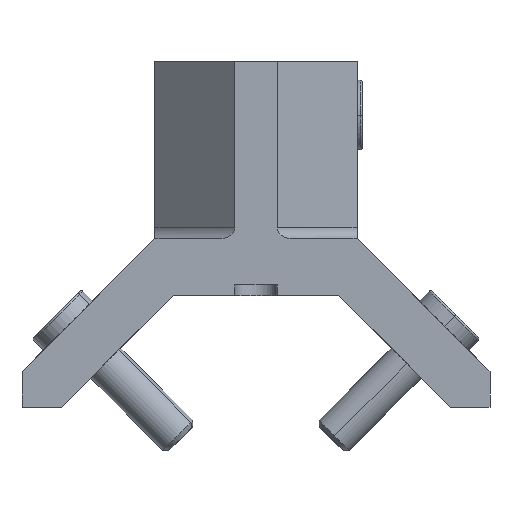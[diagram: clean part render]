
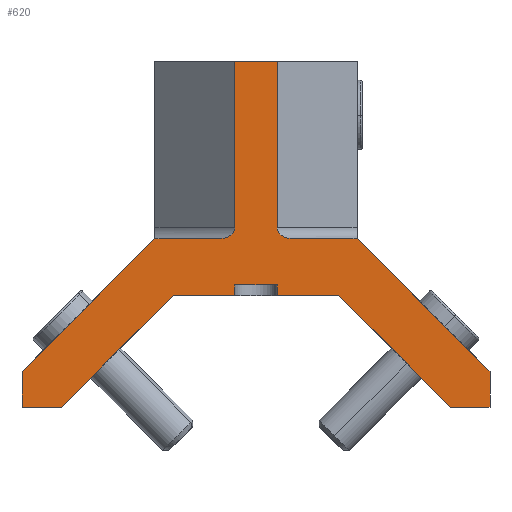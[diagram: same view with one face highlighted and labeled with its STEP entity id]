
A CAD part, left-side view. The second image highlights one B-rep face of the part: STEP entity #620.
In plain terms, the highlighted planar face has unit normal (-1, 0, 0).
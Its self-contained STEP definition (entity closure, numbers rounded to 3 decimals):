
#117=CARTESIAN_POINT('Vertex',(-9.,4.,43.)) ;
#133=CARTESIAN_POINT('Vertex',(-9.,-4.,43.)) ;
#136=CARTESIAN_POINT('Line Origine',(-9.,0.,43.)) ;
#378=CARTESIAN_POINT('Line Origine',(-9.,4.,42.)) ;
#382=CARTESIAN_POINT('Vertex',(-9.,4.,41.)) ;
#433=CARTESIAN_POINT('Line Origine',(-9.,-4.,42.)) ;
#437=CARTESIAN_POINT('Vertex',(-9.,-4.,41.)) ;
#452=CARTESIAN_POINT('Axis2P3D Location',(-9.,0.,0.)) ;
#457=CARTESIAN_POINT('Line Origine',(-9.,-9.784,41.)) ;
#461=CARTESIAN_POINT('Vertex',(-9.,-15.569,41.)) ;
#464=CARTESIAN_POINT('Line Origine',(-9.,-26.069,30.5)) ;
#468=CARTESIAN_POINT('Vertex',(-9.,-36.569,20.)) ;
#471=CARTESIAN_POINT('Line Origine',(-9.,-40.284,20.)) ;
#475=CARTESIAN_POINT('Vertex',(-9.,-44.,20.)) ;
#478=CARTESIAN_POINT('Line Origine',(-9.,-44.,23.355)) ;
#482=CARTESIAN_POINT('Vertex',(-9.,-44.,26.711)) ;
#485=CARTESIAN_POINT('Line Origine',(-9.,-31.5,39.211)) ;
#489=CARTESIAN_POINT('Vertex',(-9.,-19.,51.711)) ;
#492=CARTESIAN_POINT('Line Origine',(-9.,-12.914,51.711)) ;
#496=CARTESIAN_POINT('Vertex',(-9.,-6.828,51.711)) ;
#500=CARTESIAN_POINT('Control Point',(-9.,-6.828,51.711)) ;
#501=CARTESIAN_POINT('Control Point',(-9.,-6.564,51.711)) ;
#502=CARTESIAN_POINT('Control Point',(-9.,-6.3,51.733)) ;
#503=CARTESIAN_POINT('Control Point',(-9.,-6.038,51.777)) ;
#504=CARTESIAN_POINT('Control Point',(-9.,-5.545,51.904)) ;
#505=CARTESIAN_POINT('Control Point',(-9.,-5.084,52.12)) ;
#506=CARTESIAN_POINT('Control Point',(-9.,-4.874,52.245)) ;
#507=CARTESIAN_POINT('Control Point',(-9.,-4.566,52.481)) ;
#508=CARTESIAN_POINT('Control Point',(-9.,-4.318,52.777)) ;
#509=CARTESIAN_POINT('Control Point',(-9.,-4.236,52.894)) ;
#510=CARTESIAN_POINT('Control Point',(-9.,-4.112,53.121)) ;
#511=CARTESIAN_POINT('Control Point',(-9.,-4.035,53.368)) ;
#512=CARTESIAN_POINT('Control Point',(-9.,-4.012,53.481)) ;
#513=CARTESIAN_POINT('Control Point',(-9.,-4.,53.596)) ;
#514=CARTESIAN_POINT('Control Point',(-9.,-4.,53.711)) ;
#515=CARTESIAN_POINT('Vertex',(-9.,-4.,53.711)) ;
#518=CARTESIAN_POINT('Line Origine',(-9.,-4.,69.356)) ;
#522=CARTESIAN_POINT('Vertex',(-9.,-4.,85.)) ;
#525=CARTESIAN_POINT('Line Origine',(-9.,0.,85.)) ;
#529=CARTESIAN_POINT('Vertex',(-9.,4.,85.)) ;
#532=CARTESIAN_POINT('Line Origine',(-9.,4.,69.356)) ;
#536=CARTESIAN_POINT('Vertex',(-9.,4.,53.711)) ;
#540=CARTESIAN_POINT('Control Point',(-9.,6.828,51.711)) ;
#541=CARTESIAN_POINT('Control Point',(-9.,6.564,51.711)) ;
#542=CARTESIAN_POINT('Control Point',(-9.,6.3,51.733)) ;
#543=CARTESIAN_POINT('Control Point',(-9.,6.038,51.777)) ;
#544=CARTESIAN_POINT('Control Point',(-9.,5.545,51.904)) ;
#545=CARTESIAN_POINT('Control Point',(-9.,5.084,52.12)) ;
#546=CARTESIAN_POINT('Control Point',(-9.,4.874,52.245)) ;
#547=CARTESIAN_POINT('Control Point',(-9.,4.566,52.481)) ;
#548=CARTESIAN_POINT('Control Point',(-9.,4.318,52.777)) ;
#549=CARTESIAN_POINT('Control Point',(-9.,4.236,52.894)) ;
#550=CARTESIAN_POINT('Control Point',(-9.,4.112,53.121)) ;
#551=CARTESIAN_POINT('Control Point',(-9.,4.035,53.368)) ;
#552=CARTESIAN_POINT('Control Point',(-9.,4.012,53.481)) ;
#553=CARTESIAN_POINT('Control Point',(-9.,4.,53.596)) ;
#554=CARTESIAN_POINT('Control Point',(-9.,4.,53.711)) ;
#555=CARTESIAN_POINT('Vertex',(-9.,6.828,51.711)) ;
#558=CARTESIAN_POINT('Line Origine',(-9.,12.914,51.711)) ;
#562=CARTESIAN_POINT('Vertex',(-9.,19.,51.711)) ;
#565=CARTESIAN_POINT('Line Origine',(-9.,31.5,39.211)) ;
#569=CARTESIAN_POINT('Vertex',(-9.,44.,26.711)) ;
#572=CARTESIAN_POINT('Line Origine',(-9.,44.,23.355)) ;
#576=CARTESIAN_POINT('Vertex',(-9.,44.,20.)) ;
#579=CARTESIAN_POINT('Line Origine',(-9.,40.284,20.)) ;
#583=CARTESIAN_POINT('Vertex',(-9.,36.569,20.)) ;
#586=CARTESIAN_POINT('Line Origine',(-9.,26.069,30.5)) ;
#590=CARTESIAN_POINT('Vertex',(-9.,15.569,41.)) ;
#593=CARTESIAN_POINT('Line Origine',(-9.,9.784,41.)) ;
#137=DIRECTION('Vector Direction',(0.,1.,0.)) ;
#379=DIRECTION('Vector Direction',(0.,0.,-1.)) ;
#434=DIRECTION('Vector Direction',(0.,0.,-1.)) ;
#453=DIRECTION('Axis2P3D Direction',(1.,0.,0.)) ;
#454=DIRECTION('Axis2P3D XDirection',(0.,1.,0.)) ;
#458=DIRECTION('Vector Direction',(0.,1.,0.)) ;
#465=DIRECTION('Vector Direction',(0.,0.707,0.707)) ;
#472=DIRECTION('Vector Direction',(0.,1.,0.)) ;
#479=DIRECTION('Vector Direction',(0.,0.,-1.)) ;
#486=DIRECTION('Vector Direction',(0.,-0.707,-0.707)) ;
#493=DIRECTION('Vector Direction',(0.,-1.,0.)) ;
#519=DIRECTION('Vector Direction',(0.,0.,-1.)) ;
#526=DIRECTION('Vector Direction',(0.,-1.,0.)) ;
#533=DIRECTION('Vector Direction',(0.,0.,-1.)) ;
#559=DIRECTION('Vector Direction',(0.,-1.,0.)) ;
#566=DIRECTION('Vector Direction',(0.,-0.707,0.707)) ;
#573=DIRECTION('Vector Direction',(0.,0.,1.)) ;
#580=DIRECTION('Vector Direction',(0.,1.,0.)) ;
#587=DIRECTION('Vector Direction',(0.,0.707,-0.707)) ;
#594=DIRECTION('Vector Direction',(0.,1.,0.)) ;
#455=AXIS2_PLACEMENT_3D('Plane Axis2P3D',#452,#453,#454) ;
#599=ORIENTED_EDGE('',*,*,#384,.F.) ;
#600=ORIENTED_EDGE('',*,*,#140,.F.) ;
#601=ORIENTED_EDGE('',*,*,#439,.T.) ;
#602=ORIENTED_EDGE('',*,*,#463,.F.) ;
#603=ORIENTED_EDGE('',*,*,#470,.F.) ;
#604=ORIENTED_EDGE('',*,*,#477,.F.) ;
#605=ORIENTED_EDGE('',*,*,#484,.F.) ;
#606=ORIENTED_EDGE('',*,*,#491,.F.) ;
#607=ORIENTED_EDGE('',*,*,#498,.F.) ;
#608=ORIENTED_EDGE('',*,*,#517,.T.) ;
#609=ORIENTED_EDGE('',*,*,#524,.F.) ;
#610=ORIENTED_EDGE('',*,*,#531,.F.) ;
#611=ORIENTED_EDGE('',*,*,#538,.T.) ;
#612=ORIENTED_EDGE('',*,*,#557,.T.) ;
#613=ORIENTED_EDGE('',*,*,#564,.F.) ;
#614=ORIENTED_EDGE('',*,*,#571,.F.) ;
#615=ORIENTED_EDGE('',*,*,#578,.F.) ;
#616=ORIENTED_EDGE('',*,*,#585,.F.) ;
#617=ORIENTED_EDGE('',*,*,#592,.F.) ;
#618=ORIENTED_EDGE('',*,*,#597,.F.) ;
#138=VECTOR('Line Direction',#137,1.) ;
#380=VECTOR('Line Direction',#379,1.) ;
#435=VECTOR('Line Direction',#434,1.) ;
#459=VECTOR('Line Direction',#458,1.) ;
#466=VECTOR('Line Direction',#465,1.) ;
#473=VECTOR('Line Direction',#472,1.) ;
#480=VECTOR('Line Direction',#479,1.) ;
#487=VECTOR('Line Direction',#486,1.) ;
#494=VECTOR('Line Direction',#493,1.) ;
#520=VECTOR('Line Direction',#519,1.) ;
#527=VECTOR('Line Direction',#526,1.) ;
#534=VECTOR('Line Direction',#533,1.) ;
#560=VECTOR('Line Direction',#559,1.) ;
#567=VECTOR('Line Direction',#566,1.) ;
#574=VECTOR('Line Direction',#573,1.) ;
#581=VECTOR('Line Direction',#580,1.) ;
#588=VECTOR('Line Direction',#587,1.) ;
#595=VECTOR('Line Direction',#594,1.) ;
#620=ADVANCED_FACE('PartBody',(#619),#456,.F.) ;
#499=B_SPLINE_CURVE_WITH_KNOTS('',5,(#500,#501,#502,#503,#504,#505,#506,#507,#508,#509,#510,#511,#512,#513,#514),.UNSPECIFIED.,.F.,.U.,(6,3,3,3,6),(0.,1.87,3.583,4.588,5.402),.UNSPECIFIED.) ;
#539=B_SPLINE_CURVE_WITH_KNOTS('',5,(#540,#541,#542,#543,#544,#545,#546,#547,#548,#549,#550,#551,#552,#553,#554),.UNSPECIFIED.,.F.,.U.,(6,3,3,3,6),(0.,1.87,3.583,4.588,5.402),.UNSPECIFIED.) ;
#140=EDGE_CURVE('',#134,#118,#139,.T.) ;
#384=EDGE_CURVE('',#118,#383,#381,.T.) ;
#439=EDGE_CURVE('',#134,#438,#436,.T.) ;
#463=EDGE_CURVE('',#462,#438,#460,.T.) ;
#470=EDGE_CURVE('',#469,#462,#467,.T.) ;
#477=EDGE_CURVE('',#476,#469,#474,.T.) ;
#484=EDGE_CURVE('',#483,#476,#481,.T.) ;
#491=EDGE_CURVE('',#490,#483,#488,.T.) ;
#498=EDGE_CURVE('',#497,#490,#495,.T.) ;
#517=EDGE_CURVE('',#497,#516,#499,.T.) ;
#524=EDGE_CURVE('',#523,#516,#521,.T.) ;
#531=EDGE_CURVE('',#530,#523,#528,.T.) ;
#538=EDGE_CURVE('',#530,#537,#535,.T.) ;
#557=EDGE_CURVE('',#537,#556,#539,.F.) ;
#564=EDGE_CURVE('',#563,#556,#561,.T.) ;
#571=EDGE_CURVE('',#570,#563,#568,.T.) ;
#578=EDGE_CURVE('',#577,#570,#575,.T.) ;
#585=EDGE_CURVE('',#584,#577,#582,.T.) ;
#592=EDGE_CURVE('',#591,#584,#589,.T.) ;
#597=EDGE_CURVE('',#383,#591,#596,.T.) ;
#598=EDGE_LOOP('',(#599,#600,#601,#602,#603,#604,#605,#606,#607,#608,#609,#610,#611,#612,#613,#614,#615,#616,#617,#618)) ;
#619=FACE_OUTER_BOUND('',#598,.T.) ;
#139=LINE('Line',#136,#138) ;
#381=LINE('Line',#378,#380) ;
#436=LINE('Line',#433,#435) ;
#460=LINE('Line',#457,#459) ;
#467=LINE('Line',#464,#466) ;
#474=LINE('Line',#471,#473) ;
#481=LINE('Line',#478,#480) ;
#488=LINE('Line',#485,#487) ;
#495=LINE('Line',#492,#494) ;
#521=LINE('Line',#518,#520) ;
#528=LINE('Line',#525,#527) ;
#535=LINE('Line',#532,#534) ;
#561=LINE('Line',#558,#560) ;
#568=LINE('Line',#565,#567) ;
#575=LINE('Line',#572,#574) ;
#582=LINE('Line',#579,#581) ;
#589=LINE('Line',#586,#588) ;
#596=LINE('Line',#593,#595) ;
#456=PLANE('',#455) ;
#118=VERTEX_POINT('',#117) ;
#134=VERTEX_POINT('',#133) ;
#383=VERTEX_POINT('',#382) ;
#438=VERTEX_POINT('',#437) ;
#462=VERTEX_POINT('',#461) ;
#469=VERTEX_POINT('',#468) ;
#476=VERTEX_POINT('',#475) ;
#483=VERTEX_POINT('',#482) ;
#490=VERTEX_POINT('',#489) ;
#497=VERTEX_POINT('',#496) ;
#516=VERTEX_POINT('',#515) ;
#523=VERTEX_POINT('',#522) ;
#530=VERTEX_POINT('',#529) ;
#537=VERTEX_POINT('',#536) ;
#556=VERTEX_POINT('',#555) ;
#563=VERTEX_POINT('',#562) ;
#570=VERTEX_POINT('',#569) ;
#577=VERTEX_POINT('',#576) ;
#584=VERTEX_POINT('',#583) ;
#591=VERTEX_POINT('',#590) ;
